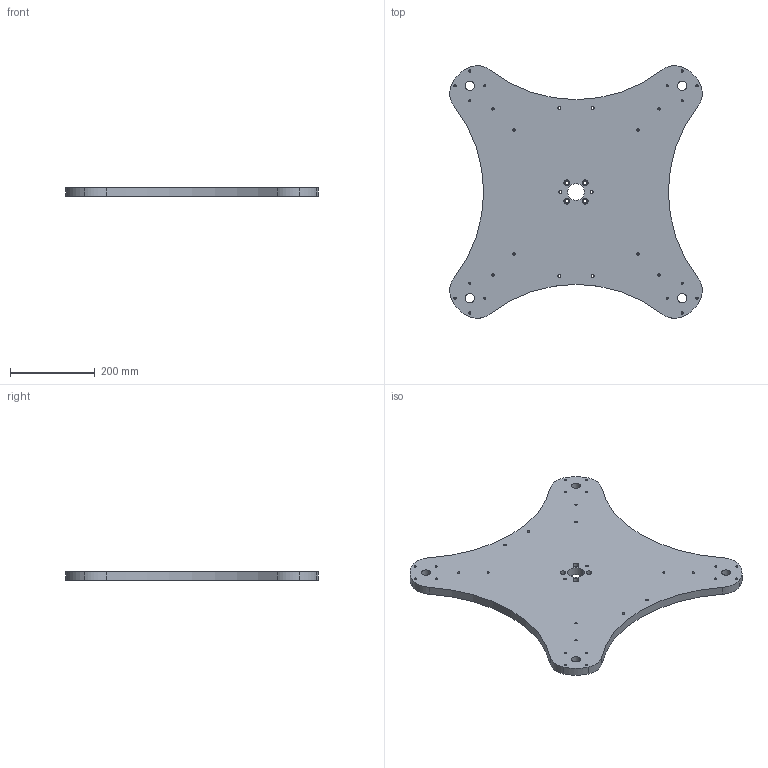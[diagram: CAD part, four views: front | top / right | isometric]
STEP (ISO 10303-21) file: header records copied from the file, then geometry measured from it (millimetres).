
FILE_DESCRIPTION(('CATIA V5 STEP Exchange'),'2;1');
FILE_NAME('Vira Sanat Stack Mold 5Axis Top Robot-033-tabale rotation.stp','2022-11-12T08:09:21+00:00',('none'),('none'),'CATIA Version 5 Release 21 GA (IN-10)','CATIA V5 STEP AP203','none');
FILE_SCHEMA(('CONFIG_CONTROL_DESIGN'));
Length unit declared in the file: millimetre
Products named in the file (1): Vira Sanat Stack Mold 5Axis Top Robot-033-tabale rotation
Bounding box: 594.68 x 594.68 x 20 mm (x, y, z)
Volume: 5035749.8 mm3; surface area: 572541.9 mm2
Topology: 1 solids, 1 shells, 109 faces, 312 edges, 209 vertices
Faces by surface type: cylinder 103, plane 6
Entity records: 3453 total; most frequent: ORIENTED_EDGE 624, CARTESIAN_POINT 584, DIRECTION 436, EDGE_CURVE 312, AXIS2_PLACEMENT_3D 272, CIRCLE 209, VERTEX_POINT 209, EDGE_LOOP 191
